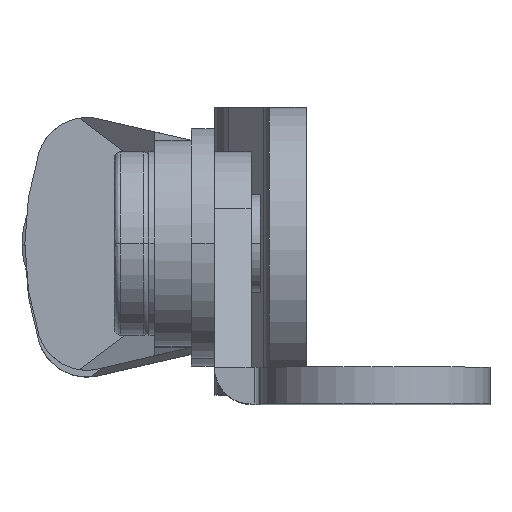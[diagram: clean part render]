
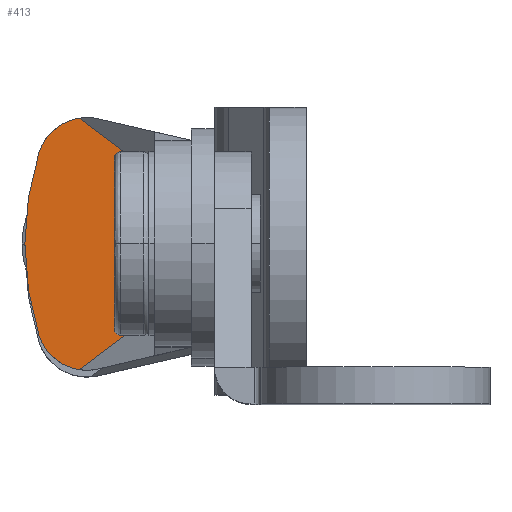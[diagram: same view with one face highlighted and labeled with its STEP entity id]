
A CAD part, top view. The second image highlights one B-rep face of the part: STEP entity #413.
In plain terms, the highlighted planar face has unit normal (0, 0, 1).
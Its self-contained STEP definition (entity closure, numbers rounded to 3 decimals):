
#413=ADVANCED_FACE('',(#1379),#1378,.F.);
#1378=PLANE('',#2483);
#1379=FACE_OUTER_BOUND('',#2484,.T.);
#2480=CARTESIAN_POINT('',(5.058,-13.136,232.2));
#2481=DIRECTION('',(0.,0.,-1.));
#2482=DIRECTION('',(-1.,0.,0.));
#2483=AXIS2_PLACEMENT_3D('',#2480,#2481,#2482);
#2484=EDGE_LOOP('',(#3422,#3423,#3424,#3425,#3426,#3427));
#3422=ORIENTED_EDGE('',*,*,#3915,.F.);
#3423=ORIENTED_EDGE('',*,*,#3924,.F.);
#3424=ORIENTED_EDGE('',*,*,#3892,.F.);
#3425=ORIENTED_EDGE('',*,*,#3922,.F.);
#3426=ORIENTED_EDGE('',*,*,#3920,.F.);
#3427=ORIENTED_EDGE('',*,*,#3925,.F.);
#3892=EDGE_CURVE('',#5399,#5406,#5407,.T.);
#3915=EDGE_CURVE('',#5553,#5560,#5561,.T.);
#3920=EDGE_CURVE('',#5587,#5594,#5595,.T.);
#3922=EDGE_CURVE('',#5594,#5399,#5607,.T.);
#3924=EDGE_CURVE('',#5406,#5553,#5619,.T.);
#3925=EDGE_CURVE('',#5560,#5587,#5625,.T.);
#5399=VERTEX_POINT('',#7212);
#5406=VERTEX_POINT('',#7216);
#5407=LINE('',#7217,#7218);
#5553=VERTEX_POINT('',#7322);
#5560=VERTEX_POINT('',#7326);
#5561=CIRCLE('',#7330,4.397);
#5587=VERTEX_POINT('',#7344);
#5594=VERTEX_POINT('',#7348);
#5595=CIRCLE('',#7352,4.397);
#5607=LINE('',#7356,#7357);
#5619=LINE('',#7362,#7363);
#5625=CIRCLE('',#7368,26.323);
#7212=CARTESIAN_POINT('',(3.8,6.,232.2));
#7216=CARTESIAN_POINT('',(3.8,-6.,232.2));
#7217=CARTESIAN_POINT('',(3.8,6.,232.2));
#7218=VECTOR('',#7219,12.);
#7219=DIRECTION('',(0.,-1.,0.));
#7322=CARTESIAN_POINT('',(-2.766,-10.947,232.2));
#7326=CARTESIAN_POINT('',(-6.278,-7.927,232.2));
#7327=CARTESIAN_POINT('',(-2.085,-6.603,232.2));
#7328=DIRECTION('',(0.,0.,-1.));
#7329=DIRECTION('',(1.,0.,0.));
#7330=AXIS2_PLACEMENT_3D('',#7327,#7328,#7329);
#7344=CARTESIAN_POINT('',(-6.278,7.927,232.2));
#7348=CARTESIAN_POINT('',(-2.766,10.947,232.2));
#7349=CARTESIAN_POINT('',(-2.085,6.603,232.2));
#7350=DIRECTION('',(0.,0.,-1.));
#7351=DIRECTION('',(1.,0.,0.));
#7352=AXIS2_PLACEMENT_3D('',#7349,#7350,#7351);
#7356=CARTESIAN_POINT('',(-2.766,10.947,232.2));
#7357=VECTOR('',#7358,8.221);
#7358=DIRECTION('',(0.799,-0.602,0.));
#7362=CARTESIAN_POINT('',(3.8,-6.,232.2));
#7363=VECTOR('',#7364,8.221);
#7364=DIRECTION('',(-0.799,-0.602,0.));
#7365=CARTESIAN_POINT('',(18.823,0.,232.2));
#7366=DIRECTION('',(0.,0.,-1.));
#7367=DIRECTION('',(1.,0.,0.));
#7368=AXIS2_PLACEMENT_3D('',#7365,#7366,#7367);
